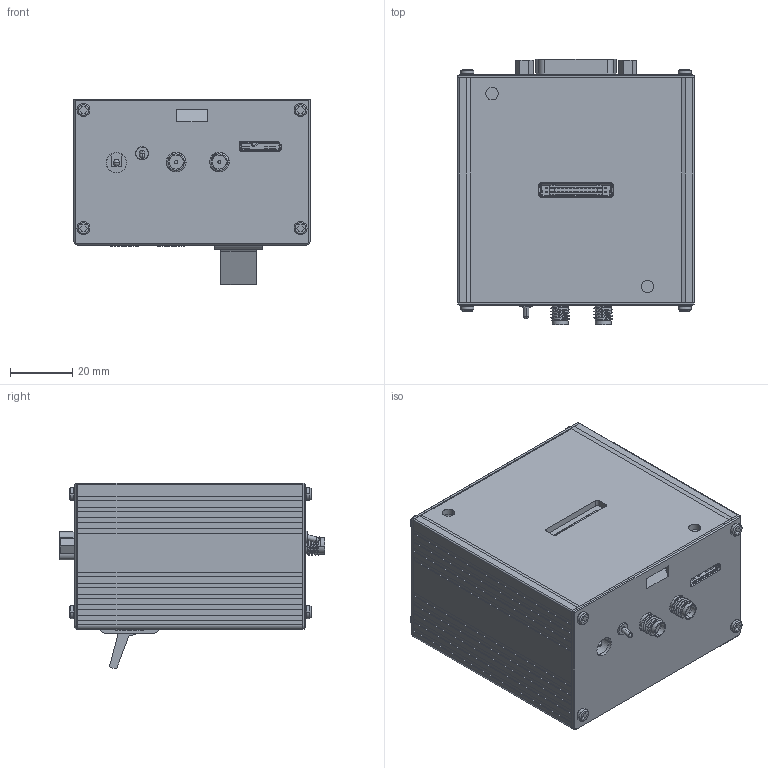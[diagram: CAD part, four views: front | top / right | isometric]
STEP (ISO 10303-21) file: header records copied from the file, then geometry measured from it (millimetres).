
FILE_DESCRIPTION((''),'2;1');
FILE_NAME('LMTS-DRIVER_ASM','2023-02-25T',('daizh'),(''),'CREO PARAMETRIC BY PTC INC, 2018360','CREO PARAMETRIC BY PTC INC, 2018360','');
FILE_SCHEMA(('CONFIG_CONTROL_DESIGN'));
Products named in the file (23): OPMC-X4_A1; LMTS-DRIVER_PCB; DB26; SMA-KWE; DC-005; USB3_B; 12VAV; SMC10-P323B1-00_1_; LMTS-DRIVER_PCBA_ASM; LMTS-DRIVER_A2; LMTS-DRIVER_PCB2; KEY; LMTS-DRIVER_PCBA2_ASM; LCD; LMTS-DRIVER_LABLE; T80-R; LMTS-DRIVER_A4; LMTS-DRIVER_A5; JGZ_M2X9; M2X6_KM_2; NUT_2; M2X6_PM_2; LMTS-DRIVER_ASM
Assembly tree (40 placements, depth 3):
  LMTS-DRIVER_ASM
    OPMC-X4_A1
    LMTS-DRIVER_PCBA_ASM
      LMTS-DRIVER_PCB
      DB26
      SMA-KWE  x2
      DC-005
      USB3_B
      12VAV
      SMC10-P323B1-00_1_
    LMTS-DRIVER_A2
    LMTS-DRIVER_PCBA2_ASM
      LMTS-DRIVER_PCB2
      KEY  x2
    LCD
    LMTS-DRIVER_LABLE
    T80-R
    LMTS-DRIVER_A4
    LMTS-DRIVER_A5
    JGZ_M2X9  x4
    M2X6_KM_2  x4
    NUT_2  x4
    M2X6_PM_2  x8
Bounding box: 76 x 85.4 x 59.78 mm (x, y, z)
Volume: 74684.4 mm3; surface area: 100340.6 mm2
Topology: 39 solids, 39 shells, 3083 faces, 8211 edges, 5402 vertices
Faces by surface type: plane 2013, cylinder 938, cone 96, bspline 24, torus 8, sphere 4
Entity records: 87420 total; most frequent: CARTESIAN_POINT 17095, ORIENTED_EDGE 14684, DIRECTION 14329, EDGE_CURVE 7342, VECTOR 5473, LINE 5473, VERTEX_POINT 4853, AXIS2_PLACEMENT_3D 4428
